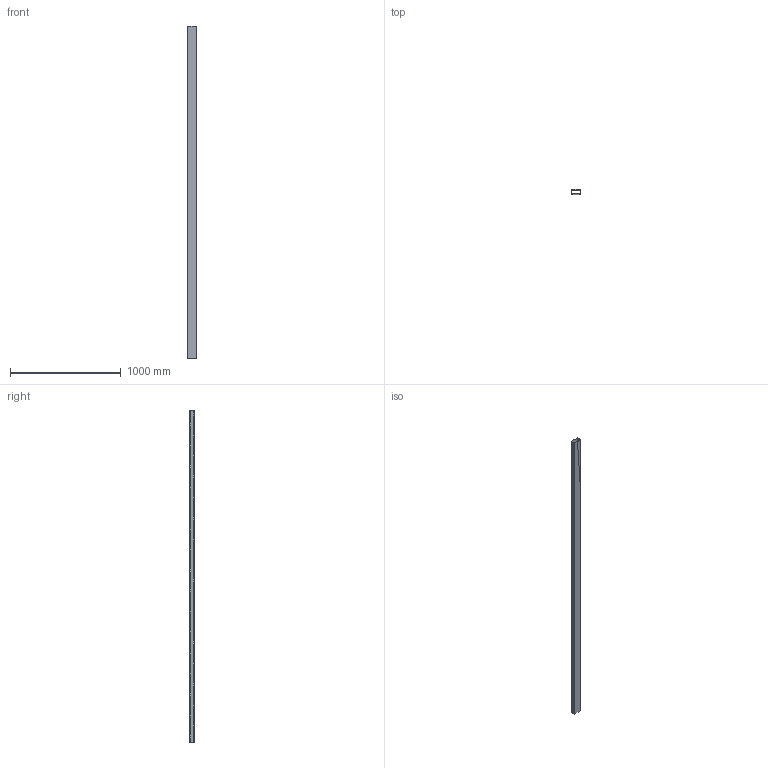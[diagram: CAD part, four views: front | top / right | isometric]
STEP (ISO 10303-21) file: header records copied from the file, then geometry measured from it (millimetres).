
FILE_DESCRIPTION (( 'STEP AP203' ), '1' );
FILE_NAME ('6996.step', '2021-12-22T10:32:06', ( '' ), ( '' ), 'SwSTEP 2.0', 'SolidWorks 2018', '' );
FILE_SCHEMA (( 'CONFIG_CONTROL_DESIGN' ));
Length unit declared in the file: millimetre
Products named in the file (2): 6996
Bounding box: 80 x 40 x 3000 mm (x, y, z)
Volume: 1686629.1 mm3; surface area: 1353598.1 mm2
Topology: 1 solids, 1 shells, 1793 faces, 4718 edges, 3544 vertices
Faces by surface type: torus 1104, cylinder 508, plane 97, bspline 84
Entity records: 126501 total; most frequent: CARTESIAN_POINT 87667, ORIENTED_EDGE 9436, DIRECTION 4796, EDGE_CURVE 4718, VERTEX_POINT 3544, B_SPLINE_CURVE_WITH_KNOTS 3372, EDGE_LOOP 2412, ADVANCED_FACE 1793
